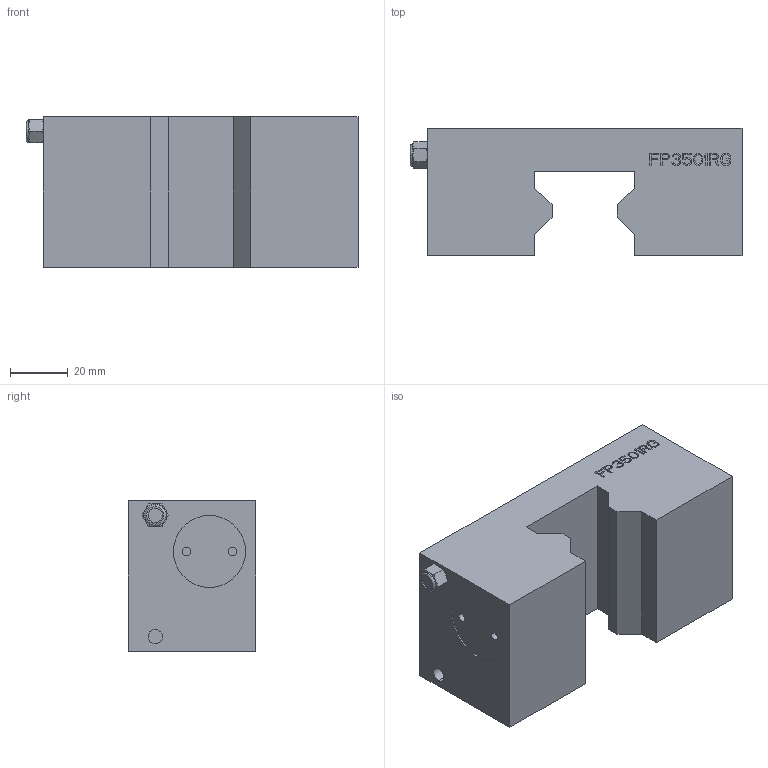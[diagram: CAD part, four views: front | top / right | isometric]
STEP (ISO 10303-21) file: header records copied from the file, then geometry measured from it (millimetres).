
FILE_DESCRIPTION((''),'2;1');
FILE_NAME('FP3501RG','2022-10-11T21:16:38',('lx'),(''),'CREO PARAMETRIC BY PTC INC, 2018100','CREO PARAMETRIC BY PTC INC, 2018100','');
FILE_SCHEMA(('CONFIG_CONTROL_DESIGN'));
Length unit declared in the file: millimetre
Products named in the file (1): FP3501RG
Bounding box: 115 x 44 x 52 mm (x, y, z)
Volume: 199951.1 mm3; surface area: 29481.8 mm2
Topology: 1 solids, 2 shells, 377 faces, 1008 edges, 667 vertices
Faces by surface type: plane 311, cylinder 46, cone 16, torus 2, sphere 2
Entity records: 11696 total; most frequent: CARTESIAN_POINT 2164, ORIENTED_EDGE 2012, DIRECTION 1858, EDGE_CURVE 1006, VECTOR 860, LINE 860, VERTEX_POINT 667, AXIS2_PLACEMENT_3D 499
